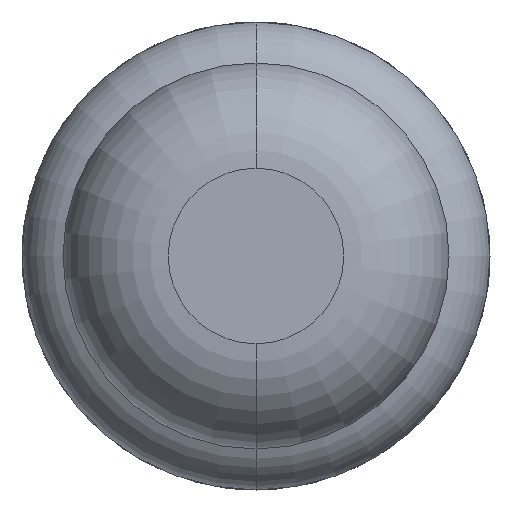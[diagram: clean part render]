
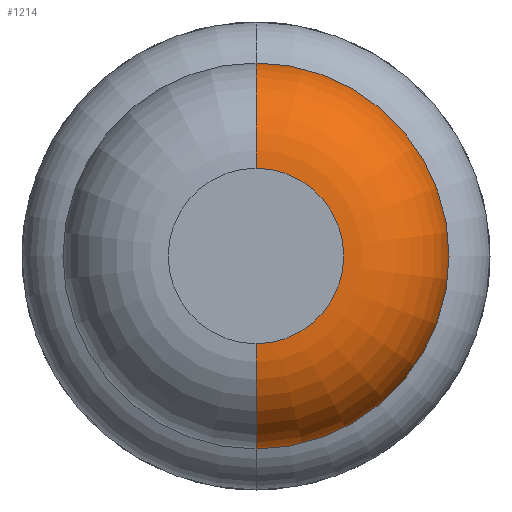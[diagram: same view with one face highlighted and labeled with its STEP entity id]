
A CAD part, front view. The second image highlights one B-rep face of the part: STEP entity #1214.
In plain terms, the highlighted toroidal (fillet/blend) face has major radius 0.375 mm and minor radius 0.45 mm.
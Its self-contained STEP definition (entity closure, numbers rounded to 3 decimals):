
#176 = TOROIDAL_SURFACE ( 'NONE', #3947, 0.375, 0.45 ) ;
#269 = VERTEX_POINT ( 'NONE', #2808 ) ;
#290 = FACE_OUTER_BOUND ( 'NONE', #3890, .T. ) ;
#317 = CIRCLE ( 'NONE', #1716, 0.45 ) ;
#341 = DIRECTION ( 'NONE',  ( -1., 0., 0. ) ) ;
#495 = DIRECTION ( 'NONE',  ( 1., 0., 0. ) ) ;
#543 = CARTESIAN_POINT ( 'NONE',  ( 0., -29.95, -0.375 ) ) ;
#554 = DIRECTION ( 'NONE',  ( 0., 1., 0. ) ) ;
#966 = EDGE_CURVE ( 'NONE', #2495, #269, #1145, .T. ) ;
#1145 = CIRCLE ( 'NONE', #3410, 0.45 ) ;
#1214 = ADVANCED_FACE ( 'Defeature ausgef�hrt1_6', ( #290 ), #176, .T. ) ;
#1242 = CARTESIAN_POINT ( 'NONE',  ( 0., -29.95, -0.825 ) ) ;
#1292 = DIRECTION ( 'NONE',  ( 0., 0., 1. ) ) ;
#1526 = DIRECTION ( 'NONE',  ( 0., 0., 1. ) ) ;
#1541 = CARTESIAN_POINT ( 'NONE',  ( 0., -30.4, 0. ) ) ;
#1716 = AXIS2_PLACEMENT_3D ( 'NONE', #543, #495, #3089 ) ;
#1881 = CARTESIAN_POINT ( 'NONE',  ( 0., -29.95, 0. ) ) ;
#2042 = CIRCLE ( 'NONE', #2615, 0.825 ) ;
#2070 = EDGE_CURVE ( 'NONE', #2109, #2740, #317, .T. ) ;
#2109 = VERTEX_POINT ( 'NONE', #3355 ) ;
#2272 = DIRECTION ( 'NONE',  ( 0., 0., 1. ) ) ;
#2285 = ORIENTED_EDGE ( 'NONE', *, *, #3633, .T. ) ;
#2471 = ORIENTED_EDGE ( 'NONE', *, *, #2070, .T. ) ;
#2495 = VERTEX_POINT ( 'NONE', #3295 ) ;
#2615 = AXIS2_PLACEMENT_3D ( 'NONE', #1881, #3744, #3442 ) ;
#2740 = VERTEX_POINT ( 'NONE', #1242 ) ;
#2808 = CARTESIAN_POINT ( 'NONE',  ( 0., -29.95, 0.825 ) ) ;
#3089 = DIRECTION ( 'NONE',  ( 0., 0., -1. ) ) ;
#3171 = CARTESIAN_POINT ( 'NONE',  ( 0., -29.95, 0. ) ) ;
#3228 = ORIENTED_EDGE ( 'NONE', *, *, #966, .F. ) ;
#3295 = CARTESIAN_POINT ( 'NONE',  ( 0., -30.4, 0.375 ) ) ;
#3355 = CARTESIAN_POINT ( 'NONE',  ( 0., -30.4, -0.375 ) ) ;
#3410 = AXIS2_PLACEMENT_3D ( 'NONE', #3831, #341, #2272 ) ;
#3442 = DIRECTION ( 'NONE',  ( 0., 0., 1. ) ) ;
#3490 = CIRCLE ( 'NONE', #3558, 0.375 ) ;
#3524 = DIRECTION ( 'NONE',  ( 0., 1., 0. ) ) ;
#3558 = AXIS2_PLACEMENT_3D ( 'NONE', #1541, #554, #1526 ) ;
#3633 = EDGE_CURVE ( 'Defeature ausgef�hrt1_6+Defeature ausgef�hrt1_5+Defeature ausgef�hrt1_5+Defeature ausgef�hrt1_5', #2495, #2109, #3490, .T. ) ;
#3688 = EDGE_CURVE ( 'Defeature ausgef�hrt1_7+Defeature ausgef�hrt1_6+Defeature ausgef�hrt1_6+Defeature ausgef�hrt1_6', #269, #2740, #2042, .T. ) ;
#3744 = DIRECTION ( 'NONE',  ( 0., 1., 0. ) ) ;
#3831 = CARTESIAN_POINT ( 'NONE',  ( 0., -29.95, 0.375 ) ) ;
#3869 = ORIENTED_EDGE ( 'NONE', *, *, #3688, .F. ) ;
#3890 = EDGE_LOOP ( 'NONE', ( #2285, #2471, #3869, #3228 ) ) ;
#3947 = AXIS2_PLACEMENT_3D ( 'NONE', #3171, #3524, #1292 ) ;
